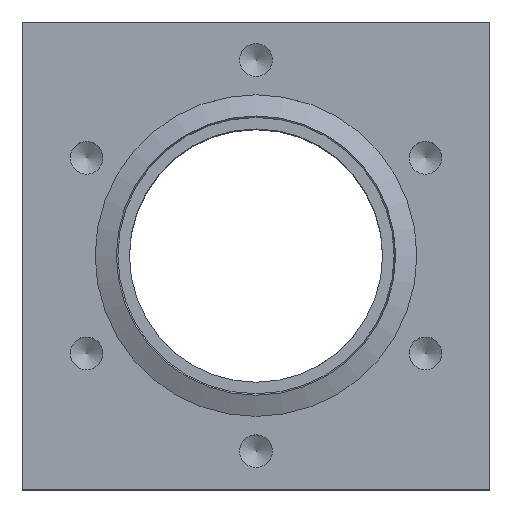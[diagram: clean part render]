
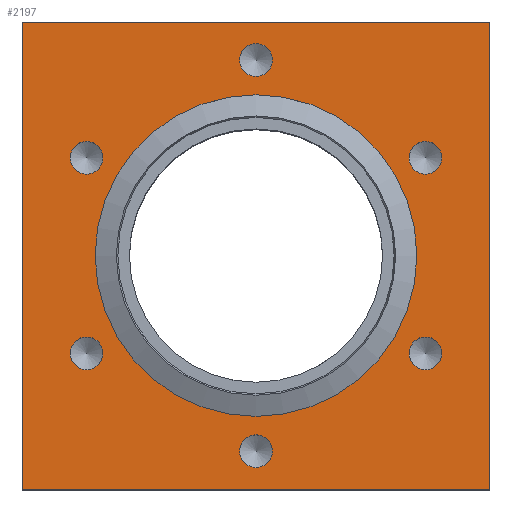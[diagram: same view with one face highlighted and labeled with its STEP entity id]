
A CAD part, top view. The second image highlights one B-rep face of the part: STEP entity #2197.
In plain terms, the highlighted planar face has unit normal (0, 0, 1).
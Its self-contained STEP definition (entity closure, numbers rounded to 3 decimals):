
#73=FACE_BOUND('',#397,.T.);
#74=FACE_BOUND('',#398,.T.);
#75=FACE_BOUND('',#399,.T.);
#76=FACE_BOUND('',#400,.T.);
#77=FACE_BOUND('',#401,.T.);
#78=FACE_BOUND('',#402,.T.);
#79=FACE_BOUND('',#403,.T.);
#91=PLANE('',#2540);
#247=FACE_OUTER_BOUND('',#396,.T.);
#396=EDGE_LOOP('',(#2024,#2025,#2026,#2027));
#397=EDGE_LOOP('',(#2028,#2029));
#398=EDGE_LOOP('',(#2030,#2031));
#399=EDGE_LOOP('',(#2032,#2033));
#400=EDGE_LOOP('',(#2034,#2035));
#401=EDGE_LOOP('',(#2036,#2037));
#402=EDGE_LOOP('',(#2038,#2039));
#403=EDGE_LOOP('',(#2040,#2041));
#500=LINE('',#3961,#608);
#504=LINE('',#3969,#612);
#507=LINE('',#3975,#615);
#510=LINE('',#3980,#618);
#608=VECTOR('',#3275,10.);
#612=VECTOR('',#3281,10.);
#615=VECTOR('',#3286,10.);
#618=VECTOR('',#3291,10.);
#742=CIRCLE('',#2402,2.459);
#743=CIRCLE('',#2403,2.459);
#746=CIRCLE('',#2408,2.459);
#747=CIRCLE('',#2409,2.459);
#750=CIRCLE('',#2414,2.459);
#751=CIRCLE('',#2415,2.459);
#754=CIRCLE('',#2420,2.459);
#755=CIRCLE('',#2421,2.459);
#758=CIRCLE('',#2426,2.459);
#759=CIRCLE('',#2427,2.459);
#762=CIRCLE('',#2432,2.459);
#763=CIRCLE('',#2433,2.459);
#780=CIRCLE('',#2458,24.13);
#781=CIRCLE('',#2459,24.13);
#971=VERTEX_POINT('',#3696);
#972=VERTEX_POINT('',#3697);
#976=VERTEX_POINT('',#3709);
#977=VERTEX_POINT('',#3710);
#981=VERTEX_POINT('',#3722);
#982=VERTEX_POINT('',#3723);
#986=VERTEX_POINT('',#3735);
#987=VERTEX_POINT('',#3736);
#991=VERTEX_POINT('',#3748);
#992=VERTEX_POINT('',#3749);
#996=VERTEX_POINT('',#3761);
#997=VERTEX_POINT('',#3762);
#1014=VERTEX_POINT('',#3811);
#1015=VERTEX_POINT('',#3813);
#1065=VERTEX_POINT('',#3959);
#1066=VERTEX_POINT('',#3960);
#1069=VERTEX_POINT('',#3968);
#1071=VERTEX_POINT('',#3974);
#1256=EDGE_CURVE('',#971,#972,#742,.T.);
#1257=EDGE_CURVE('',#972,#971,#743,.T.);
#1262=EDGE_CURVE('',#976,#977,#746,.T.);
#1263=EDGE_CURVE('',#977,#976,#747,.T.);
#1268=EDGE_CURVE('',#981,#982,#750,.T.);
#1269=EDGE_CURVE('',#982,#981,#751,.T.);
#1274=EDGE_CURVE('',#986,#987,#754,.T.);
#1275=EDGE_CURVE('',#987,#986,#755,.T.);
#1280=EDGE_CURVE('',#991,#992,#758,.T.);
#1281=EDGE_CURVE('',#992,#991,#759,.T.);
#1286=EDGE_CURVE('',#996,#997,#762,.T.);
#1287=EDGE_CURVE('',#997,#996,#763,.T.);
#1311=EDGE_CURVE('',#1015,#1014,#780,.T.);
#1312=EDGE_CURVE('',#1014,#1015,#781,.T.);
#1384=EDGE_CURVE('',#1065,#1066,#500,.T.);
#1388=EDGE_CURVE('',#1069,#1065,#504,.T.);
#1391=EDGE_CURVE('',#1071,#1069,#507,.T.);
#1394=EDGE_CURVE('',#1066,#1071,#510,.T.);
#2024=ORIENTED_EDGE('',*,*,#1394,.F.);
#2025=ORIENTED_EDGE('',*,*,#1384,.F.);
#2026=ORIENTED_EDGE('',*,*,#1388,.F.);
#2027=ORIENTED_EDGE('',*,*,#1391,.F.);
#2028=ORIENTED_EDGE('',*,*,#1256,.T.);
#2029=ORIENTED_EDGE('',*,*,#1257,.T.);
#2030=ORIENTED_EDGE('',*,*,#1262,.T.);
#2031=ORIENTED_EDGE('',*,*,#1263,.T.);
#2032=ORIENTED_EDGE('',*,*,#1268,.T.);
#2033=ORIENTED_EDGE('',*,*,#1269,.T.);
#2034=ORIENTED_EDGE('',*,*,#1274,.T.);
#2035=ORIENTED_EDGE('',*,*,#1275,.T.);
#2036=ORIENTED_EDGE('',*,*,#1280,.T.);
#2037=ORIENTED_EDGE('',*,*,#1281,.T.);
#2038=ORIENTED_EDGE('',*,*,#1286,.T.);
#2039=ORIENTED_EDGE('',*,*,#1287,.T.);
#2040=ORIENTED_EDGE('',*,*,#1311,.T.);
#2041=ORIENTED_EDGE('',*,*,#1312,.T.);
#2197=ADVANCED_FACE('',(#247,#73,#74,#75,#76,#77,#78,#79),#91,.T.);
#2402=AXIS2_PLACEMENT_3D('',#3698,#2972,#2973);
#2403=AXIS2_PLACEMENT_3D('',#3699,#2974,#2975);
#2408=AXIS2_PLACEMENT_3D('',#3711,#2986,#2987);
#2409=AXIS2_PLACEMENT_3D('',#3712,#2988,#2989);
#2414=AXIS2_PLACEMENT_3D('',#3724,#3000,#3001);
#2415=AXIS2_PLACEMENT_3D('',#3725,#3002,#3003);
#2420=AXIS2_PLACEMENT_3D('',#3737,#3014,#3015);
#2421=AXIS2_PLACEMENT_3D('',#3738,#3016,#3017);
#2426=AXIS2_PLACEMENT_3D('',#3750,#3028,#3029);
#2427=AXIS2_PLACEMENT_3D('',#3751,#3030,#3031);
#2432=AXIS2_PLACEMENT_3D('',#3763,#3042,#3043);
#2433=AXIS2_PLACEMENT_3D('',#3764,#3044,#3045);
#2458=AXIS2_PLACEMENT_3D('',#3814,#3101,#3102);
#2459=AXIS2_PLACEMENT_3D('',#3815,#3103,#3104);
#2540=AXIS2_PLACEMENT_3D('',#3983,#3295,#3296);
#2972=DIRECTION('center_axis',(0.,0.,-1.));
#2973=DIRECTION('ref_axis',(0.5,0.866,0.));
#2974=DIRECTION('center_axis',(0.,0.,-1.));
#2975=DIRECTION('ref_axis',(0.5,0.866,0.));
#2986=DIRECTION('center_axis',(0.,0.,-1.));
#2987=DIRECTION('ref_axis',(-0.5,0.866,0.));
#2988=DIRECTION('center_axis',(0.,0.,-1.));
#2989=DIRECTION('ref_axis',(-0.5,0.866,0.));
#3000=DIRECTION('center_axis',(0.,0.,-1.));
#3001=DIRECTION('ref_axis',(-1.,0.,0.));
#3002=DIRECTION('center_axis',(0.,0.,-1.));
#3003=DIRECTION('ref_axis',(-1.,0.,0.));
#3014=DIRECTION('center_axis',(0.,0.,-1.));
#3015=DIRECTION('ref_axis',(-0.5,-0.866,0.));
#3016=DIRECTION('center_axis',(0.,0.,-1.));
#3017=DIRECTION('ref_axis',(-0.5,-0.866,0.));
#3028=DIRECTION('center_axis',(0.,0.,-1.));
#3029=DIRECTION('ref_axis',(0.5,-0.866,0.));
#3030=DIRECTION('center_axis',(0.,0.,-1.));
#3031=DIRECTION('ref_axis',(0.5,-0.866,0.));
#3042=DIRECTION('center_axis',(0.,0.,-1.));
#3043=DIRECTION('ref_axis',(1.,0.,0.));
#3044=DIRECTION('center_axis',(0.,0.,-1.));
#3045=DIRECTION('ref_axis',(1.,0.,0.));
#3101=DIRECTION('center_axis',(0.,0.,-1.));
#3102=DIRECTION('ref_axis',(0.,-1.,0.));
#3103=DIRECTION('center_axis',(0.,0.,-1.));
#3104=DIRECTION('ref_axis',(0.,-1.,0.));
#3275=DIRECTION('',(0.,1.,0.));
#3281=DIRECTION('',(-1.,0.,0.));
#3286=DIRECTION('',(0.,-1.,0.));
#3291=DIRECTION('',(1.,0.,0.));
#3295=DIRECTION('center_axis',(0.,0.,1.));
#3296=DIRECTION('ref_axis',(1.,0.,0.));
#3696=CARTESIAN_POINT('',(-24.189,16.804,0.));
#3697=CARTESIAN_POINT('',(-26.647,12.546,0.));
#3698=CARTESIAN_POINT('Origin',(-25.418,14.675,0.));
#3699=CARTESIAN_POINT('Origin',(-25.418,14.675,0.));
#3709=CARTESIAN_POINT('',(-26.647,-12.546,0.));
#3710=CARTESIAN_POINT('',(-24.189,-16.804,0.));
#3711=CARTESIAN_POINT('Origin',(-25.418,-14.675,0.));
#3712=CARTESIAN_POINT('Origin',(-25.418,-14.675,0.));
#3722=CARTESIAN_POINT('',(-2.459,-29.35,0.));
#3723=CARTESIAN_POINT('',(2.459,-29.35,0.));
#3724=CARTESIAN_POINT('Origin',(0.,-29.35,0.));
#3725=CARTESIAN_POINT('Origin',(0.,-29.35,0.));
#3735=CARTESIAN_POINT('',(24.189,-16.804,0.));
#3736=CARTESIAN_POINT('',(26.647,-12.546,0.));
#3737=CARTESIAN_POINT('Origin',(25.418,-14.675,0.));
#3738=CARTESIAN_POINT('Origin',(25.418,-14.675,0.));
#3748=CARTESIAN_POINT('',(26.647,12.546,0.));
#3749=CARTESIAN_POINT('',(24.189,16.804,0.));
#3750=CARTESIAN_POINT('Origin',(25.418,14.675,0.));
#3751=CARTESIAN_POINT('Origin',(25.418,14.675,0.));
#3761=CARTESIAN_POINT('',(2.459,29.35,0.));
#3762=CARTESIAN_POINT('',(-2.459,29.35,0.));
#3763=CARTESIAN_POINT('Origin',(0.,29.35,0.));
#3764=CARTESIAN_POINT('Origin',(0.,29.35,0.));
#3811=CARTESIAN_POINT('',(0.,24.13,0.));
#3813=CARTESIAN_POINT('',(0.,-24.13,0.));
#3814=CARTESIAN_POINT('Origin',(0.,0.,
0.));
#3815=CARTESIAN_POINT('Origin',(0.,0.,
0.));
#3959=CARTESIAN_POINT('',(-35.05,-35.05,0.));
#3960=CARTESIAN_POINT('',(-35.05,35.05,0.));
#3961=CARTESIAN_POINT('',(-35.05,-35.05,0.));
#3968=CARTESIAN_POINT('',(35.05,-35.05,0.));
#3969=CARTESIAN_POINT('',(35.05,-35.05,0.));
#3974=CARTESIAN_POINT('',(35.05,35.05,0.));
#3975=CARTESIAN_POINT('',(35.05,35.05,0.));
#3980=CARTESIAN_POINT('',(-35.05,35.05,0.));
#3983=CARTESIAN_POINT('Origin',(0.,0.,
0.));
